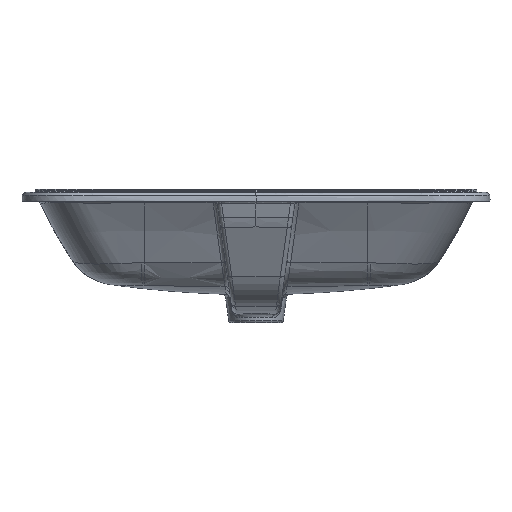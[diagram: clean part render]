
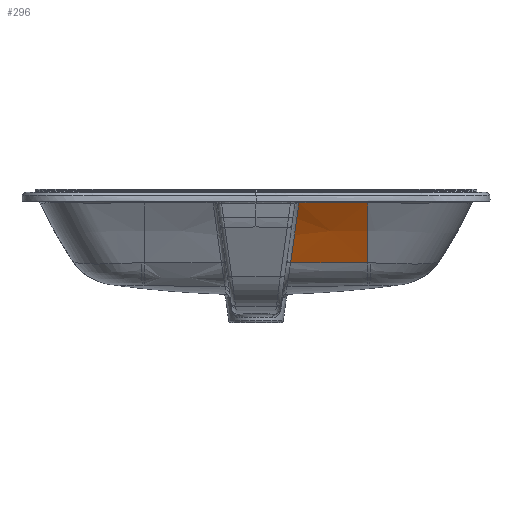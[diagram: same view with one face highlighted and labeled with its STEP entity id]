
A CAD part, front view. The second image highlights one B-rep face of the part: STEP entity #296.
In plain terms, the highlighted free-form (B-spline) face has degree [3, 3] with [8, 6] control points.
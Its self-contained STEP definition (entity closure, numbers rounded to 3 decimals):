
#296=ADVANCED_FACE('',(#517),#438,.F.);
#438=B_SPLINE_SURFACE_WITH_KNOTS('',3,3,((#10491,#10492,#10493,#10494,#10495,
#10496),(#10497,#10498,#10499,#10500,#10501,#10502),(#10503,#10504,#10505,
#10506,#10507,#10508),(#10509,#10510,#10511,#10512,#10513,#10514),(#10515,
#10516,#10517,#10518,#10519,#10520),(#10521,#10522,#10523,#10524,#10525,
#10526),(#10527,#10528,#10529,#10530,#10531,#10532),(#10533,#10534,#10535,
#10536,#10537,#10538)),.UNSPECIFIED.,.F.,.F.,.F.,(4,2,2,4),(4,2,4),(0.,
0.5,0.75,1.),(0.,0.5,1.),.UNSPECIFIED.);
#517=FACE_OUTER_BOUND('',#693,.T.);
#693=EDGE_LOOP('',(#1044,#1045,#1046,#1047));
#1044=ORIENTED_EDGE('',*,*,#2085,.F.);
#1045=ORIENTED_EDGE('',*,*,#2083,.T.);
#1046=ORIENTED_EDGE('',*,*,#2086,.T.);
#1047=ORIENTED_EDGE('',*,*,#2087,.F.);
#1804=VERTEX_POINT('',#10066);
#1805=VERTEX_POINT('',#10071);
#1806=VERTEX_POINT('',#10476);
#1807=VERTEX_POINT('',#10483);
#2083=EDGE_CURVE('',#1805,#1804,#2459,.T.);
#2085=EDGE_CURVE('',#1805,#1806,#2461,.T.);
#2086=EDGE_CURVE('',#1804,#1807,#2462,.T.);
#2087=EDGE_CURVE('',#1806,#1807,#2463,.T.);
#2459=B_SPLINE_CURVE_WITH_KNOTS('',3,(#10067,#10068,#10069,#10070),
 .UNSPECIFIED.,.F.,.F.,(4,4),(0.,1.),.UNSPECIFIED.);
#2461=B_SPLINE_CURVE_WITH_KNOTS('',3,(#10472,#10473,#10474,#10475),
 .UNSPECIFIED.,.F.,.F.,(4,4),(0.,1.),.UNSPECIFIED.);
#2462=B_SPLINE_CURVE_WITH_KNOTS('',3,(#10477,#10478,#10479,#10480,#10481,
#10482),.UNSPECIFIED.,.F.,.F.,(4,2,4),(0.,0.5,1.),.UNSPECIFIED.);
#2463=B_SPLINE_CURVE_WITH_KNOTS('',3,(#10484,#10485,#10486,#10487,#10488,
#10489,#10490),.UNSPECIFIED.,.F.,.F.,(4,3,4),(0.,0.5,1.),
 .UNSPECIFIED.);
#10066=CARTESIAN_POINT('',(150.003,-140.084,-98.763));
#10067=CARTESIAN_POINT('',(46.655,-140.166,-98.399));
#10068=CARTESIAN_POINT('',(78.195,-140.184,-98.465));
#10069=CARTESIAN_POINT('',(112.315,-140.211,-98.6));
#10070=CARTESIAN_POINT('',(150.003,-140.084,-98.763));
#10071=CARTESIAN_POINT('',(46.655,-140.167,-98.399));
#10472=CARTESIAN_POINT('',(46.655,-140.166,-98.399));
#10473=CARTESIAN_POINT('',(50.643,-153.009,-69.892));
#10474=CARTESIAN_POINT('',(54.368,-169.122,-42.854));
#10475=CARTESIAN_POINT('',(57.77,-188.151,-17.962));
#10476=CARTESIAN_POINT('',(57.77,-188.151,-17.962));
#10477=CARTESIAN_POINT('',(150.003,-140.084,-98.763));
#10478=CARTESIAN_POINT('',(149.927,-146.179,-86.439));
#10479=CARTESIAN_POINT('',(149.928,-152.964,-73.392));
#10480=CARTESIAN_POINT('',(149.963,-168.553,-46.321));
#10481=CARTESIAN_POINT('',(149.999,-177.351,-32.309));
#10482=CARTESIAN_POINT('',(150.087,-187.465,-18.1));
#10483=CARTESIAN_POINT('',(150.087,-187.465,-18.1));
#10484=CARTESIAN_POINT('',(57.77,-188.151,-17.962));
#10485=CARTESIAN_POINT('',(73.157,-188.091,-17.977));
#10486=CARTESIAN_POINT('',(88.543,-188.005,-17.996));
#10487=CARTESIAN_POINT('',(103.93,-187.891,-18.02));
#10488=CARTESIAN_POINT('',(119.315,-187.777,-18.043));
#10489=CARTESIAN_POINT('',(134.701,-187.636,-18.07));
#10490=CARTESIAN_POINT('',(150.087,-187.465,-18.1));
#10491=CARTESIAN_POINT('',(31.583,-190.097,-15.545));
#10492=CARTESIAN_POINT('',(30.549,-180.043,-28.35));
#10493=CARTESIAN_POINT('',(29.457,-170.803,-41.752));
#10494=CARTESIAN_POINT('',(27.165,-154.047,-69.584));
#10495=CARTESIAN_POINT('',(25.965,-146.531,-84.014));
#10496=CARTESIAN_POINT('',(24.72,-139.926,-98.876));
#10497=CARTESIAN_POINT('',(58.434,-190.057,-15.521));
#10498=CARTESIAN_POINT('',(56.5,-180.052,-28.369));
#10499=CARTESIAN_POINT('',(54.456,-170.839,-41.799));
#10500=CARTESIAN_POINT('',(50.169,-154.093,-69.658));
#10501=CARTESIAN_POINT('',(47.926,-146.561,-84.088));
#10502=CARTESIAN_POINT('',(45.599,-139.917,-98.938));
#10503=CARTESIAN_POINT('',(85.533,-189.959,-15.47));
#10504=CARTESIAN_POINT('',(82.643,-180.06,-28.412));
#10505=CARTESIAN_POINT('',(79.592,-170.907,-41.901));
#10506=CARTESIAN_POINT('',(73.198,-154.187,-69.82));
#10507=CARTESIAN_POINT('',(69.854,-146.621,-84.25));
#10508=CARTESIAN_POINT('',(66.384,-139.895,-99.075));
#10509=CARTESIAN_POINT('',(125.892,-189.693,-15.366));
#10510=CARTESIAN_POINT('',(121.63,-180.006,-28.502));
#10511=CARTESIAN_POINT('',(117.133,-170.976,-42.115));
#10512=CARTESIAN_POINT('',(107.708,-154.316,-70.157));
#10513=CARTESIAN_POINT('',(102.779,-146.688,-84.585));
#10514=CARTESIAN_POINT('',(97.661,-139.802,-99.354));
#10515=CARTESIAN_POINT('',(139.295,-189.584,-15.327));
#10516=CARTESIAN_POINT('',(134.586,-179.977,-28.537));
#10517=CARTESIAN_POINT('',(129.618,-170.993,-42.197));
#10518=CARTESIAN_POINT('',(119.205,-154.357,-70.285));
#10519=CARTESIAN_POINT('',(113.759,-146.706,-84.712));
#10520=CARTESIAN_POINT('',(108.103,-139.762,-99.459));
#10521=CARTESIAN_POINT('',(165.905,-189.326,-15.243));
#10522=CARTESIAN_POINT('',(160.346,-179.89,-28.614));
#10523=CARTESIAN_POINT('',(154.481,-171.006,-42.377));
#10524=CARTESIAN_POINT('',(142.183,-154.422,-70.565));
#10525=CARTESIAN_POINT('',(135.75,-146.722,-84.99));
#10526=CARTESIAN_POINT('',(129.065,-139.653,-99.688));
#10527=CARTESIAN_POINT('',(179.111,-189.175,-15.198));
#10528=CARTESIAN_POINT('',(173.148,-179.831,-28.656));
#10529=CARTESIAN_POINT('',(166.856,-171.001,-42.475));
#10530=CARTESIAN_POINT('',(153.663,-154.445,-70.718));
#10531=CARTESIAN_POINT('',(146.76,-146.721,-85.141));
#10532=CARTESIAN_POINT('',(139.584,-139.586,-99.812));
#10533=CARTESIAN_POINT('',(192.173,-189.003,-15.152));
#10534=CARTESIAN_POINT('',(185.84,-179.753,-28.702));
#10535=CARTESIAN_POINT('',(179.157,-170.978,-42.58));
#10536=CARTESIAN_POINT('',(165.137,-154.453,-70.88));
#10537=CARTESIAN_POINT('',(157.8,-146.704,-85.301));
#10538=CARTESIAN_POINT('',(150.168,-139.502,-99.942));
